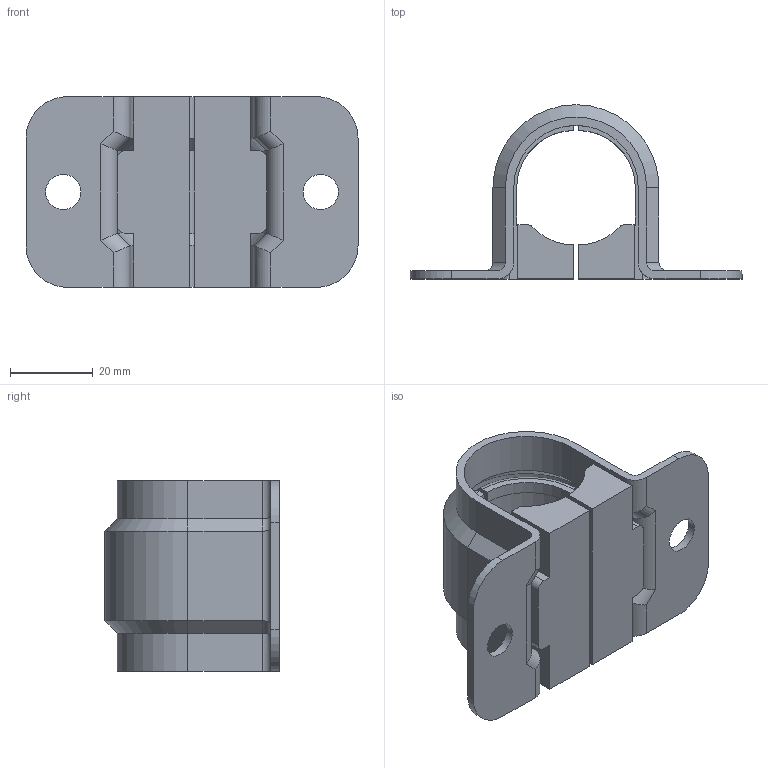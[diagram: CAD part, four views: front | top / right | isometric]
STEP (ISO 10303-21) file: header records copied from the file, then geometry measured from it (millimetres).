
FILE_DESCRIPTION (( 'STEP AP203' ), '1' );
FILE_NAME ('FA-1820-G-2.STEP', '2016-11-17T02:09:12', ( '' ), ( '' ), 'SwSTEP 2.0', 'SolidWorks 2014', '' );
FILE_SCHEMA (( 'CONFIG_CONTROL_DESIGN' ));
Length unit declared in the file: millimetre
Products named in the file (3): FA-1820-G-2; FA-1820-G-2_本体; FA-1820-G-2_軸受
Assembly tree (3 placements, depth 2):
  FA-1820-G-2
    FA-1820-G-2_本体
    FA-1820-G-2_軸受  x2
Bounding box: 80 x 42 x 46 mm (x, y, z)
Volume: 23837.2 mm3; surface area: 23958.9 mm2
Topology: 3 solids, 3 shells, 196 faces, 506 edges, 304 vertices
Faces by surface type: cylinder 92, plane 80, sphere 12, torus 8, cone 4
Entity records: 4200 total; most frequent: CARTESIAN_POINT 724, DIRECTION 683, ORIENTED_EDGE 654, EDGE_CURVE 327, AXIS2_PLACEMENT_3D 239, LINE 205, VECTOR 205, VERTEX_POINT 200
